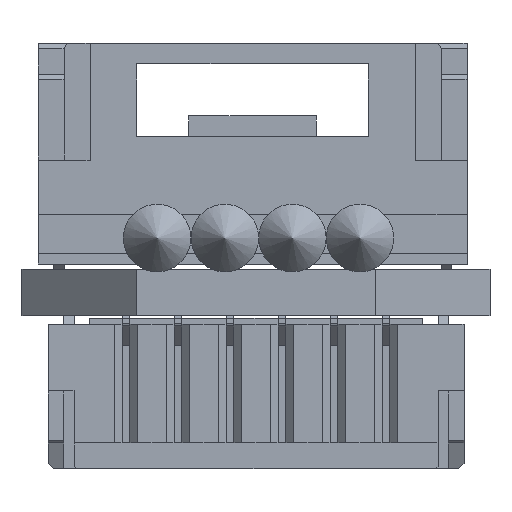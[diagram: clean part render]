
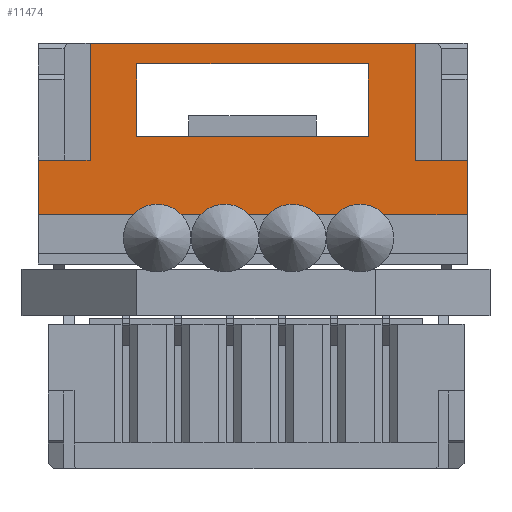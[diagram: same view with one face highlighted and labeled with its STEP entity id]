
A CAD part, left-side view. The second image highlights one B-rep face of the part: STEP entity #11474.
In plain terms, the highlighted planar face has unit normal (-1, 0, 0).
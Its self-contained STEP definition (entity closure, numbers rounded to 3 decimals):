
#10787 = EDGE_CURVE('',#10788,#10790,#10792,.T.);
#10788 = VERTEX_POINT('',#10789);
#10789 = CARTESIAN_POINT('',(168.009,269.541,
    2.1));
#10790 = VERTEX_POINT('',#10791);
#10791 = CARTESIAN_POINT('',(168.009,270.541,
    2.1));
#10792 = LINE('',#10793,#10794);
#10793 = CARTESIAN_POINT('',(168.009,269.541,
    2.1));
#10794 = VECTOR('',#10795,1.);
#10795 = DIRECTION('',(0.,1.,0.));
#10837 = VERTEX_POINT('',#10838);
#10838 = CARTESIAN_POINT('',(168.009,271.441,
    3.95));
#10844 = EDGE_CURVE('',#10845,#10837,#10847,.T.);
#10845 = VERTEX_POINT('',#10846);
#10846 = CARTESIAN_POINT('',(168.009,275.891,
    3.95));
#10847 = LINE('',#10848,#10849);
#10848 = CARTESIAN_POINT('',(168.009,269.541,
    3.95));
#10849 = VECTOR('',#10850,1.);
#10850 = DIRECTION('',(0.,-1.,0.));
#10893 = VERTEX_POINT('',#10894);
#10894 = CARTESIAN_POINT('',(168.009,271.441,
    2.55));
#10900 = EDGE_CURVE('',#10893,#10837,#10901,.T.);
#10901 = LINE('',#10902,#10903);
#10902 = CARTESIAN_POINT('',(168.009,271.441,
    3.95));
#10903 = VECTOR('',#10904,1.);
#10904 = DIRECTION('',(0.,0.,1.));
#10941 = VERTEX_POINT('',#10942);
#10942 = CARTESIAN_POINT('',(168.009,275.891,
    2.55));
#10948 = EDGE_CURVE('',#10893,#10941,#10949,.T.);
#10949 = LINE('',#10950,#10951);
#10950 = CARTESIAN_POINT('',(168.009,269.541,
    2.55));
#10951 = VECTOR('',#10952,1.);
#10952 = DIRECTION('',(0.,1.,0.));
#10965 = VERTEX_POINT('',#10966);
#10966 = CARTESIAN_POINT('',(168.009,269.541,
    1.05));
#10972 = EDGE_CURVE('',#10973,#10965,#10975,.T.);
#10973 = VERTEX_POINT('',#10974);
#10974 = CARTESIAN_POINT('',(168.009,277.791,
    1.05));
#10975 = LINE('',#10976,#10977);
#10976 = CARTESIAN_POINT('',(168.009,269.541,
    1.05));
#10977 = VECTOR('',#10978,1.);
#10978 = DIRECTION('',(0.,-1.,0.));
#10994 = EDGE_CURVE('',#10790,#10995,#10997,.T.);
#10995 = VERTEX_POINT('',#10996);
#10996 = CARTESIAN_POINT('',(168.009,270.541,
    4.35));
#10997 = LINE('',#10998,#10999);
#10998 = CARTESIAN_POINT('',(168.009,270.541,
    4.35));
#10999 = VECTOR('',#11000,1.);
#11000 = DIRECTION('',(0.,0.,1.));
#11115 = EDGE_CURVE('',#10788,#10965,#11116,.T.);
#11116 = LINE('',#11117,#11118);
#11117 = CARTESIAN_POINT('',(168.009,269.541,
    0.1));
#11118 = VECTOR('',#11119,1.);
#11119 = DIRECTION('',(0.,0.,-1.));
#11474 = ADVANCED_FACE('',(#11475,#11486),#11522,.F.);
#11475 = FACE_BOUND('',#11476,.T.);
#11476 = EDGE_LOOP('',(#11477,#11478,#11484,#11485));
#11477 = ORIENTED_EDGE('',*,*,#10948,.T.);
#11478 = ORIENTED_EDGE('',*,*,#11479,.T.);
#11479 = EDGE_CURVE('',#10941,#10845,#11480,.T.);
#11480 = LINE('',#11481,#11482);
#11481 = CARTESIAN_POINT('',(168.009,275.891,
    3.95));
#11482 = VECTOR('',#11483,1.);
#11483 = DIRECTION('',(0.,0.,1.));
#11484 = ORIENTED_EDGE('',*,*,#10844,.T.);
#11485 = ORIENTED_EDGE('',*,*,#10900,.F.);
#11486 = FACE_BOUND('',#11487,.T.);
#11487 = EDGE_LOOP('',(#11488,#11489,#11490,#11491,#11492,#11500,#11508,
    #11516));
#11488 = ORIENTED_EDGE('',*,*,#10972,.T.);
#11489 = ORIENTED_EDGE('',*,*,#11115,.F.);
#11490 = ORIENTED_EDGE('',*,*,#10787,.T.);
#11491 = ORIENTED_EDGE('',*,*,#10994,.T.);
#11492 = ORIENTED_EDGE('',*,*,#11493,.F.);
#11493 = EDGE_CURVE('',#11494,#10995,#11496,.T.);
#11494 = VERTEX_POINT('',#11495);
#11495 = CARTESIAN_POINT('',(168.009,276.791,
    4.35));
#11496 = LINE('',#11497,#11498);
#11497 = CARTESIAN_POINT('',(168.009,269.541,
    4.35));
#11498 = VECTOR('',#11499,1.);
#11499 = DIRECTION('',(0.,-1.,0.));
#11500 = ORIENTED_EDGE('',*,*,#11501,.F.);
#11501 = EDGE_CURVE('',#11502,#11494,#11504,.T.);
#11502 = VERTEX_POINT('',#11503);
#11503 = CARTESIAN_POINT('',(168.009,276.791,
    2.1));
#11504 = LINE('',#11505,#11506);
#11505 = CARTESIAN_POINT('',(168.009,276.791,
    4.35));
#11506 = VECTOR('',#11507,1.);
#11507 = DIRECTION('',(0.,0.,1.));
#11508 = ORIENTED_EDGE('',*,*,#11509,.F.);
#11509 = EDGE_CURVE('',#11510,#11502,#11512,.T.);
#11510 = VERTEX_POINT('',#11511);
#11511 = CARTESIAN_POINT('',(168.009,277.791,
    2.1));
#11512 = LINE('',#11513,#11514);
#11513 = CARTESIAN_POINT('',(168.009,277.791,
    2.1));
#11514 = VECTOR('',#11515,1.);
#11515 = DIRECTION('',(0.,-1.,0.));
#11516 = ORIENTED_EDGE('',*,*,#11517,.T.);
#11517 = EDGE_CURVE('',#11510,#10973,#11518,.T.);
#11518 = LINE('',#11519,#11520);
#11519 = CARTESIAN_POINT('',(168.009,277.791,
    0.1));
#11520 = VECTOR('',#11521,1.);
#11521 = DIRECTION('',(0.,0.,-1.));
#11522 = PLANE('',#11523);
#11523 = AXIS2_PLACEMENT_3D('',#11524,#11525,#11526);
#11524 = CARTESIAN_POINT('',(168.009,269.541,
    0.1));
#11525 = DIRECTION('',(1.,0.,0.));
#11526 = DIRECTION('',(0.,-1.,0.));
